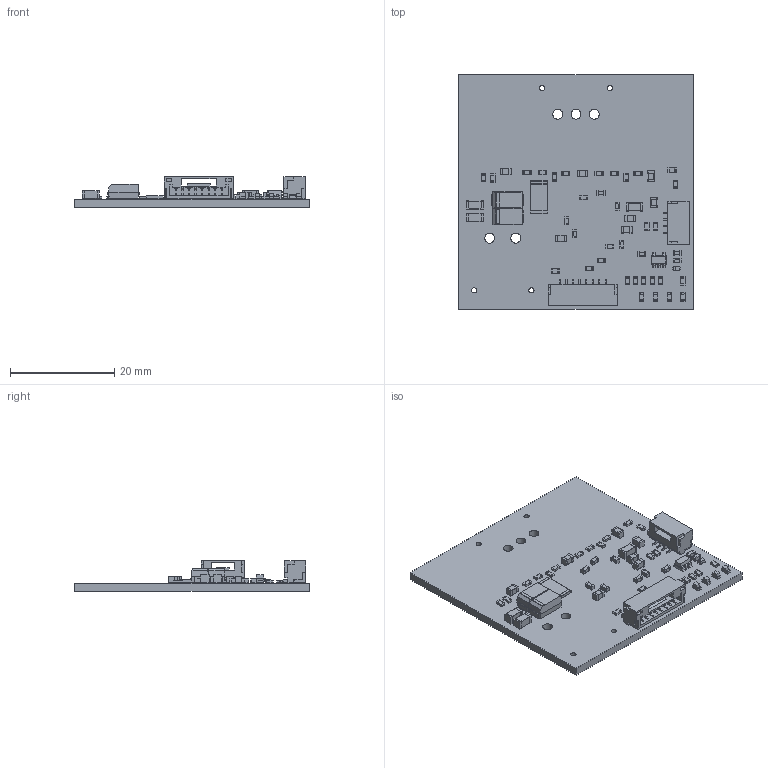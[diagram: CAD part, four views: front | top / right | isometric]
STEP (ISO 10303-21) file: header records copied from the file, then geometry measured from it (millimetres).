
FILE_DESCRIPTION(('KiCad electronic assembly'),'2;1');
FILE_NAME('TFESC02.step','2024-07-24T15:49:00',('Pcbnew'),('Kicad'), 'Open CASCADE STEP processor 7.6','KiCad to STEP converter','Unknown' );
FILE_SCHEMA(('AUTOMOTIVE_DESIGN { 1 0 10303 214 1 1 1 1 }'));
Length unit declared in the file: millimetre
Products named in the file (26): TFESC02 1; C_0603_1608Metric; R_0603_1608Metric; JST_GH_SM04B-GHS-TB_1x04-1MP_P1.25mm_Horizontal; JST_SM04B_GHS_TB; CP_EIA-6032-28_Kemet-C; CP_EIA_6032_28_Kemet_C; LED_0603_1608Metric; C_0805_2012Metric; R_2512_6332Metric; C_1206_3216Metric; SOT-23-5; SOT_23_5; JST_GH_SM08B-GHS-TB_1x08-1MP_P1.25mm_Horizontal; JST_SM08B_GHS_TB; D_SOD-523; D_SOD_523; L_0805_2012Metric; kibot_l5c_7ck3_PCB
Assembly tree (67 placements, depth 3):
  TFESC02 1
    C_0603_1608Metric  x10
      C_0603_1608Metric
    R_0603_1608Metric  x23
      R_0603_1608Metric
    JST_GH_SM04B-GHS-TB_1x04-1MP_P1.25mm_Horizontal
      JST_SM04B_GHS_TB
    CP_EIA-6032-28_Kemet-C  x2
      CP_EIA_6032_28_Kemet_C
    LED_0603_1608Metric  x4
      LED_0603_1608Metric
    C_0805_2012Metric  x6
      C_0805_2012Metric
    R_2512_6332Metric
      R_2512_6332Metric
    C_1206_3216Metric  x3
      C_1206_3216Metric
    SOT-23-5
      SOT_23_5
    JST_GH_SM08B-GHS-TB_1x08-1MP_P1.25mm_Horizontal
      JST_SM08B_GHS_TB
    D_SOD-523
      D_SOD_523
    L_0805_2012Metric
      L_0805_2012Metric
    kibot_l5c_7ck3_PCB
Bounding box: 45 x 45 x 5.89 mm (x, y, z)
Volume: 3618.6 mm3; surface area: 5740.9 mm2
Topology: 55 solids, 55 shells, 2157 faces, 5718 edges, 3740 vertices
Faces by surface type: plane 1597, cylinder 503, bspline 57
Full cylindrical faces by diameter (mm): 1 x4, 1.9 x5
Entity records: 37428 total; most frequent: CARTESIAN_POINT 6568, ORIENTED_EDGE 5098, DIRECTION 4613, EDGE_CURVE 2549, LINE 2267, VECTOR 2267, VERTEX_POINT 1666, AXIS2_PLACEMENT_3D 1173
